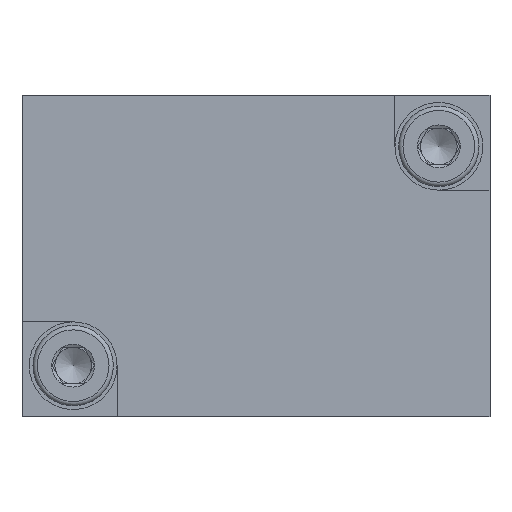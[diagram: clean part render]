
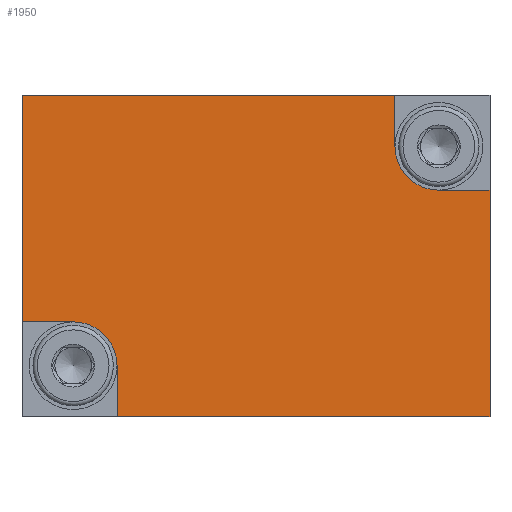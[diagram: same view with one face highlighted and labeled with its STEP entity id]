
A CAD part, front view. The second image highlights one B-rep face of the part: STEP entity #1950.
In plain terms, the highlighted planar face has unit normal (0, -1, 0).
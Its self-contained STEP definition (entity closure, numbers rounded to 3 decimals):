
#383=CIRCLE('',#2055,3.);
#384=CIRCLE('',#2056,3.);
#451=VERTEX_POINT('',#2718);
#452=VERTEX_POINT('',#2719);
#458=VERTEX_POINT('',#2735);
#459=VERTEX_POINT('',#2736);
#460=VERTEX_POINT('',#2741);
#461=VERTEX_POINT('',#2742);
#462=VERTEX_POINT('',#2744);
#463=VERTEX_POINT('',#2746);
#464=VERTEX_POINT('',#2748);
#465=VERTEX_POINT('',#2752);
#622=VECTOR('',#2245,1.);
#629=VECTOR('',#2256,1.);
#632=VECTOR('',#2260,1.);
#633=VECTOR('',#2263,1.);
#634=VECTOR('',#2264,1.);
#635=VECTOR('',#2265,1.);
#636=VECTOR('',#2268,1.);
#637=VECTOR('',#2269,1.);
#774=LINE('',#2717,#622);
#781=LINE('',#2734,#629);
#784=LINE('',#2740,#632);
#785=LINE('',#2745,#633);
#786=LINE('',#2747,#634);
#787=LINE('',#2749,#635);
#788=LINE('',#2751,#636);
#789=LINE('',#2753,#637);
#926=EDGE_CURVE('',#451,#452,#774,.T.);
#934=EDGE_CURVE('',#458,#459,#781,.T.);
#937=EDGE_CURVE('',#460,#461,#784,.T.);
#938=EDGE_CURVE('',#461,#462,#383,.T.);
#939=EDGE_CURVE('',#462,#463,#785,.T.);
#940=EDGE_CURVE('',#464,#463,#786,.T.);
#941=EDGE_CURVE('',#451,#464,#787,.T.);
#942=EDGE_CURVE('',#452,#458,#384,.T.);
#943=EDGE_CURVE('',#465,#459,#788,.T.);
#944=EDGE_CURVE('',#460,#465,#789,.T.);
#1194=ORIENTED_EDGE('',*,*,#937,.T.);
#1195=ORIENTED_EDGE('',*,*,#938,.T.);
#1196=ORIENTED_EDGE('',*,*,#939,.T.);
#1197=ORIENTED_EDGE('',*,*,#940,.F.);
#1198=ORIENTED_EDGE('',*,*,#941,.F.);
#1199=ORIENTED_EDGE('',*,*,#926,.T.);
#1200=ORIENTED_EDGE('',*,*,#942,.T.);
#1201=ORIENTED_EDGE('',*,*,#934,.T.);
#1202=ORIENTED_EDGE('',*,*,#943,.F.);
#1203=ORIENTED_EDGE('',*,*,#944,.F.);
#1694=EDGE_LOOP('',(#1194,#1195,#1196,#1197,#1198,#1199,#1200,#1201,#1202,
#1203));
#1822=FACE_BOUND('',#1694,.T.);
#1950=ADVANCED_FACE('',(#1822),#3486,.F.);
#2054=AXIS2_PLACEMENT_3D('',#2739,#2259,$);
#2055=AXIS2_PLACEMENT_3D('',#2743,#2261,#2262);
#2056=AXIS2_PLACEMENT_3D('',#2750,#2266,#2267);
#2245=DIRECTION('',(-1.,0.,0.));
#2256=DIRECTION('',(0.,0.,1.));
#2259=DIRECTION('',(0.,1.,0.));
#2260=DIRECTION('',(1.,0.,0.));
#2261=DIRECTION('',(0.,1.,0.));
#2262=DIRECTION('',(3.,0.,0.));
#2263=DIRECTION('',(0.,0.,-1.));
#2264=DIRECTION('',(-1.,0.,0.));
#2265=DIRECTION('',(0.,0.,-1.));
#2266=DIRECTION('',(0.,1.,0.));
#2267=DIRECTION('',(3.,0.,0.));
#2268=DIRECTION('',(1.,0.,0.));
#2269=DIRECTION('',(0.,0.,1.));
#2717=CARTESIAN_POINT('',(32.,0.,-6.5));
#2718=CARTESIAN_POINT('',(32.,0.,-6.5));
#2719=CARTESIAN_POINT('',(28.5,0.,-6.5));
#2734=CARTESIAN_POINT('',(25.5,0.,-3.5));
#2735=CARTESIAN_POINT('',(25.5,0.,-3.5));
#2736=CARTESIAN_POINT('',(25.5,0.,0.));
#2739=CARTESIAN_POINT('',(0.,0.,0.));
#2740=CARTESIAN_POINT('',(0.,0.,-15.5));
#2741=CARTESIAN_POINT('',(0.,0.,-15.5));
#2742=CARTESIAN_POINT('',(3.5,0.,-15.5));
#2743=CARTESIAN_POINT('',(3.5,0.,-18.5));
#2744=CARTESIAN_POINT('',(6.5,0.,-18.5));
#2745=CARTESIAN_POINT('',(6.5,0.,-18.5));
#2746=CARTESIAN_POINT('',(6.5,0.,-22.));
#2747=CARTESIAN_POINT('',(32.,0.,-22.));
#2748=CARTESIAN_POINT('',(32.,0.,-22.));
#2749=CARTESIAN_POINT('',(32.,0.,-6.5));
#2750=CARTESIAN_POINT('',(28.5,0.,-3.5));
#2751=CARTESIAN_POINT('',(0.,0.,0.));
#2752=CARTESIAN_POINT('',(0.,0.,0.));
#2753=CARTESIAN_POINT('',(0.,0.,-15.5));
#3486=PLANE('',#2054);
